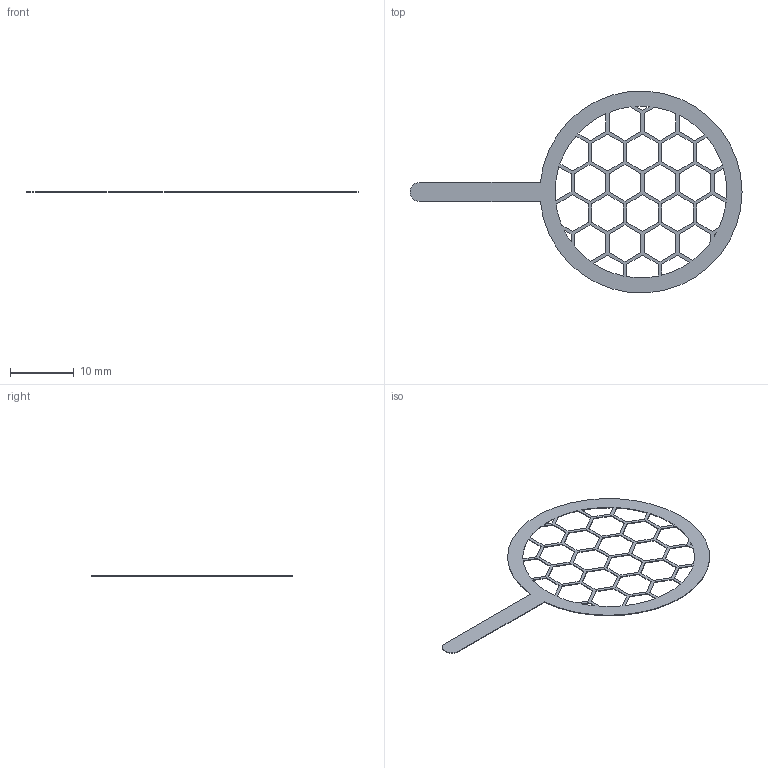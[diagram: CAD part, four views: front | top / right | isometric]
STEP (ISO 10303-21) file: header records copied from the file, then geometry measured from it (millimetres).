
FILE_DESCRIPTION (( 'STEP AP214' ), '1' );
FILE_NAME ('grid.STEP', '2023-06-08T14:05:06', ( '' ), ( '' ), 'SwSTEP 2.0', 'SolidWorks 2020', '' );
FILE_SCHEMA (( 'AUTOMOTIVE_DESIGN' ));
Length unit declared in the file: millimetre
Products named in the file (1): grid
Bounding box: 52.23 x 31.76 x 0.1 mm (x, y, z)
Volume: 37.8 mm3; surface area: 813 mm2
Topology: 1 solids, 1 shells, 166 faces, 492 edges, 328 vertices
Faces by surface type: plane 144, cylinder 22
Entity records: 5634 total; most frequent: CARTESIAN_POINT 987, ORIENTED_EDGE 984, DIRECTION 870, EDGE_CURVE 492, LINE 448, VECTOR 448, VERTEX_POINT 328, EDGE_LOOP 226
